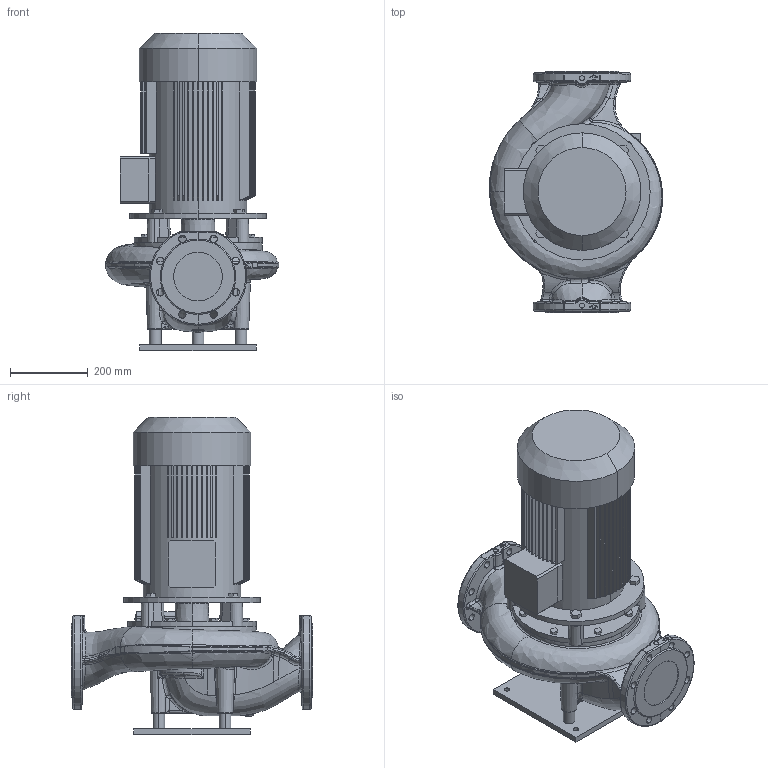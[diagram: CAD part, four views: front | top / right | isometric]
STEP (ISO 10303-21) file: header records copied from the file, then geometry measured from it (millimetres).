
FILE_DESCRIPTION (( 'STEP AP203' ), '1' );
FILE_NAME ('VariA 125-23.STEP', '2014-07-09T11:40:40', ( '' ), ( '' ), 'SwSTEP 2.0', 'SolidWorks 2011', '' );
FILE_SCHEMA (( 'CONFIG_CONTROL_DESIGN' ));
Products named in the file (1): VariA 125-23
Bounding box: 445.01 x 620 x 815 mm (x, y, z)
Volume: 55741673.5 mm3; surface area: 2480384.8 mm2
Topology: 5 solids, 5 shells, 1052 faces, 2676 edges, 1632 vertices
Faces by surface type: bspline 335, plane 286, cylinder 257, cone 94, sphere 42, torus 38
Entity records: 74637 total; most frequent: CARTESIAN_POINT 51881, ORIENTED_EDGE 5284, DIRECTION 4013, EDGE_CURVE 2642, VERTEX_POINT 1632, AXIS2_PLACEMENT_3D 1565, EDGE_LOOP 1124, ADVANCED_FACE 1052
